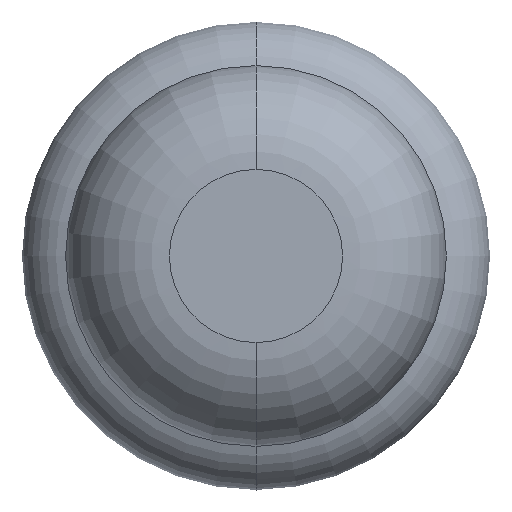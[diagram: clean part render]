
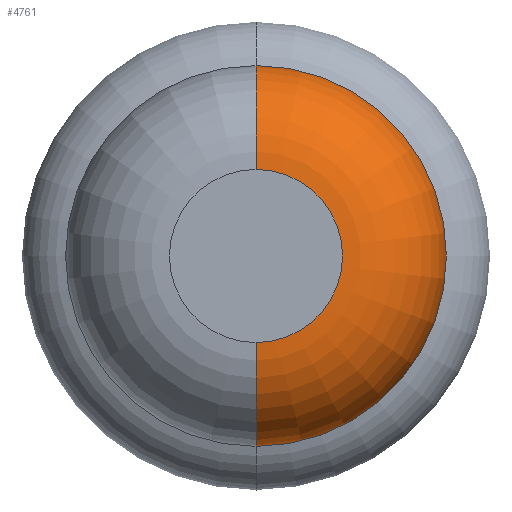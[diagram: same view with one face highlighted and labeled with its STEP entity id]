
A CAD part, front view. The second image highlights one B-rep face of the part: STEP entity #4761.
In plain terms, the highlighted toroidal (fillet/blend) face has major radius 0.375 mm and minor radius 0.45 mm.
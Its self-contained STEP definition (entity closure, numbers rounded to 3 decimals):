
#221 = DIRECTION ( 'NONE',  ( 0., 0., 1. ) ) ;
#251 = AXIS2_PLACEMENT_3D ( 'NONE', #1380, #942, #1782 ) ;
#292 = ORIENTED_EDGE ( 'NONE', *, *, #3199, .F. ) ;
#342 = CIRCLE ( 'NONE', #251, 0.375 ) ;
#365 = EDGE_CURVE ( 'NONE', #4222, #3370, #3582, .T. ) ;
#557 = EDGE_CURVE ( 'Defeature ausgef�hrt3_78+Defeature ausgef�hrt3_77+Defeature ausgef�hrt3_77+Defeature ausgef�hrt3_77', #3997, #3370, #4593, .T. ) ;
#703 = EDGE_LOOP ( 'NONE', ( #4033, #1493, #4182, #292 ) ) ;
#733 = CARTESIAN_POINT ( 'NONE',  ( 0., -25.55, 0.375 ) ) ;
#765 = AXIS2_PLACEMENT_3D ( 'NONE', #2929, #948, #3467 ) ;
#942 = DIRECTION ( 'NONE',  ( 0., 1., 0. ) ) ;
#948 = DIRECTION ( 'NONE',  ( 0., 1., 0. ) ) ;
#1170 = AXIS2_PLACEMENT_3D ( 'NONE', #733, #3211, #221 ) ;
#1334 = CARTESIAN_POINT ( 'NONE',  ( 0., -25.55, 0.825 ) ) ;
#1380 = CARTESIAN_POINT ( 'NONE',  ( 0., -26., 0. ) ) ;
#1493 = ORIENTED_EDGE ( 'NONE', *, *, #365, .T. ) ;
#1708 = CARTESIAN_POINT ( 'NONE',  ( 0., -25.55, 0. ) ) ;
#1782 = DIRECTION ( 'NONE',  ( 0., 0., 1. ) ) ;
#2388 = FACE_OUTER_BOUND ( 'NONE', #703, .T. ) ;
#2575 = DIRECTION ( 'NONE',  ( 0., 0., 1. ) ) ;
#2804 = DIRECTION ( 'NONE',  ( 1., 0., 0. ) ) ;
#2865 = AXIS2_PLACEMENT_3D ( 'NONE', #4952, #2804, #3243 ) ;
#2929 = CARTESIAN_POINT ( 'NONE',  ( 0., -25.55, 0. ) ) ;
#3145 = CARTESIAN_POINT ( 'NONE',  ( 0., -26., 0.375 ) ) ;
#3199 = EDGE_CURVE ( 'NONE', #4217, #3997, #5442, .T. ) ;
#3211 = DIRECTION ( 'NONE',  ( -1., 0., 0. ) ) ;
#3243 = DIRECTION ( 'NONE',  ( 0., 0., -1. ) ) ;
#3370 = VERTEX_POINT ( 'NONE', #3890 ) ;
#3467 = DIRECTION ( 'NONE',  ( 0., 0., 1. ) ) ;
#3582 = CIRCLE ( 'NONE', #2865, 0.45 ) ;
#3890 = CARTESIAN_POINT ( 'NONE',  ( 0., -25.55, -0.825 ) ) ;
#3997 = VERTEX_POINT ( 'NONE', #1334 ) ;
#4033 = ORIENTED_EDGE ( 'NONE', *, *, #4884, .T. ) ;
#4066 = CARTESIAN_POINT ( 'NONE',  ( 0., -26., -0.375 ) ) ;
#4182 = ORIENTED_EDGE ( 'NONE', *, *, #557, .F. ) ;
#4217 = VERTEX_POINT ( 'NONE', #3145 ) ;
#4222 = VERTEX_POINT ( 'NONE', #4066 ) ;
#4593 = CIRCLE ( 'NONE', #765, 0.825 ) ;
#4634 = AXIS2_PLACEMENT_3D ( 'NONE', #1708, #5117, #2575 ) ;
#4761 = ADVANCED_FACE ( 'Defeature ausgef�hrt3_77', ( #2388 ), #5344, .T. ) ;
#4884 = EDGE_CURVE ( 'Defeature ausgef�hrt3_77+Defeature ausgef�hrt3_76+Defeature ausgef�hrt3_76+Defeature ausgef�hrt3_76', #4217, #4222, #342, .T. ) ;
#4952 = CARTESIAN_POINT ( 'NONE',  ( 0., -25.55, -0.375 ) ) ;
#5117 = DIRECTION ( 'NONE',  ( 0., 1., 0. ) ) ;
#5344 = TOROIDAL_SURFACE ( 'NONE', #4634, 0.375, 0.45 ) ;
#5442 = CIRCLE ( 'NONE', #1170, 0.45 ) ;
